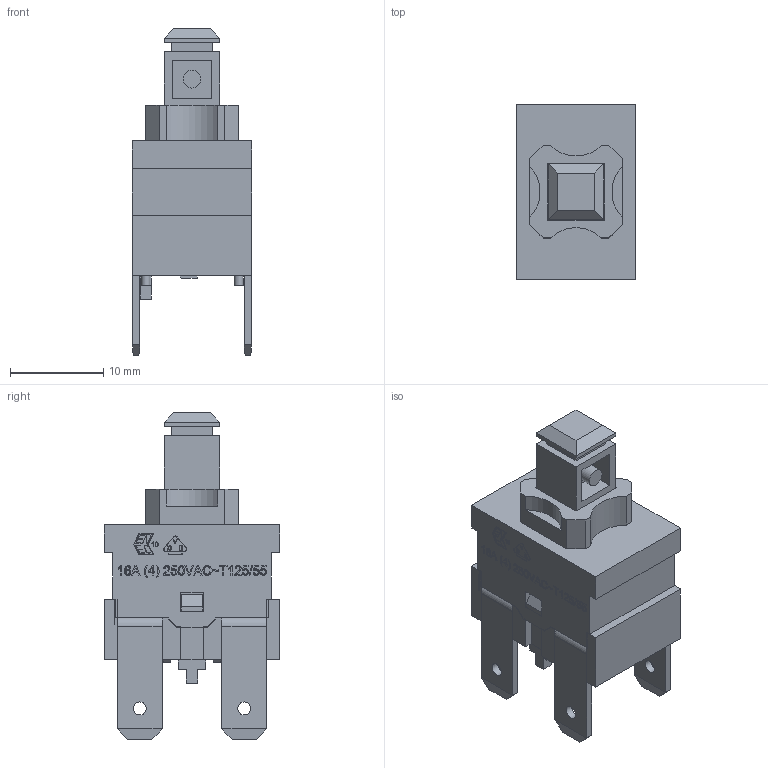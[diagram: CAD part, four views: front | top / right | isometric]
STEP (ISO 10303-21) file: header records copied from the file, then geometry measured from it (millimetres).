
FILE_DESCRIPTION((' '),'2;1');
FILE_NAME('PA512x.stp','2017-08-01T09:24:01',(' '),(' '),' ','ACIS',' ');
FILE_SCHEMA(('CONFIG_CONTROL_DESIGN'));
Length unit declared in the file: inch
Products named in the file (8): PA512x.stp; Body1; Body2; Body3; Body4; Body5; Body6; Body7
Assembly tree (7 placements, depth 2):
  PA512x.stp
    Body1
    Body2
    Body3
    Body4
    Body5
    Body6
    Body7
Bounding box: 12.84 x 18.8 x 35 mm (x, y, z)
Volume: 2291.1 mm3; surface area: 5090.4 mm2
Topology: 7 solids, 7 shells, 1246 faces, 3425 edges, 2264 vertices
Faces by surface type: plane 875, bspline 286, cylinder 83, torus 2
Full cylindrical faces by diameter (mm): 0.95 x4, 1.4 x4, 1.9 x1, 2.5 x2, 3 x1
Entity records: 42230 total; most frequent: CARTESIAN_POINT 11271, ORIENTED_EDGE 6814, DIRECTION 4953, EDGE_CURVE 3407, VECTOR 2639, LINE 2639, VERTEX_POINT 2261, EDGE_LOOP 1366
